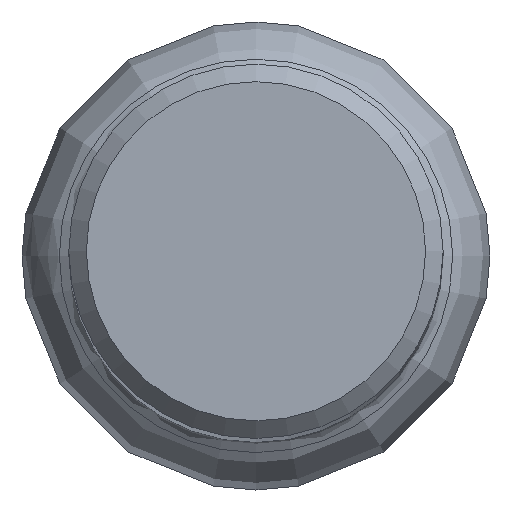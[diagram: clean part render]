
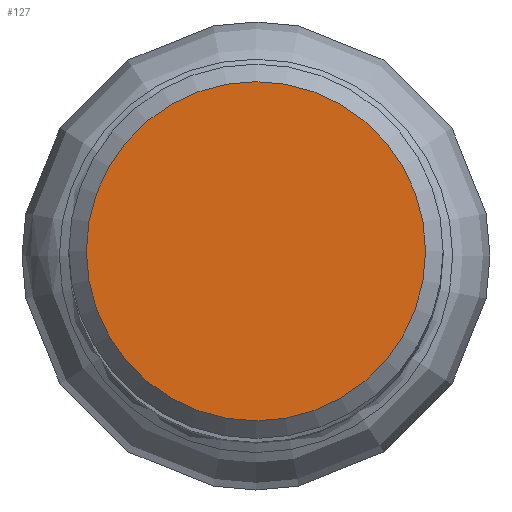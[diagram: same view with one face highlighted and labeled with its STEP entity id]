
A CAD part, top view. The second image highlights one B-rep face of the part: STEP entity #127.
In plain terms, the highlighted planar face has unit normal (0, 0, 1).
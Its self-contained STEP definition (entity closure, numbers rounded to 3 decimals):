
#110=FACE_OUTER_BOUND('',#180,.T.);
#113=PLANE('',#382);
#127=ADVANCED_FACE('',(#110),#113,.T.);
#180=EDGE_LOOP('',(#210));
#210=ORIENTED_EDGE('',*,*,#252,.F.);
#236=VERTEX_POINT('',#525);
#252=EDGE_CURVE('',#236,#236,#267,.T.);
#267=CIRCLE('',#381,14.496);
#381=AXIS2_PLACEMENT_3D('',#524,#442,#443);
#382=AXIS2_PLACEMENT_3D('',#526,#444,#445);
#442=DIRECTION('',(0.,0.,-1.));
#443=DIRECTION('',(-1.,0.,0.));
#444=DIRECTION('',(0.,0.,1.));
#445=DIRECTION('',(1.,0.,0.));
#524=CARTESIAN_POINT('',(0.,0.,0.));
#525=CARTESIAN_POINT('',(-14.496,0.,0.));
#526=CARTESIAN_POINT('',(-14.496,0.,0.));
